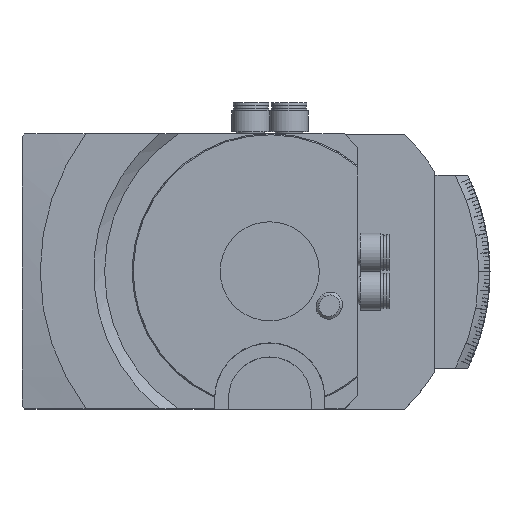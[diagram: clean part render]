
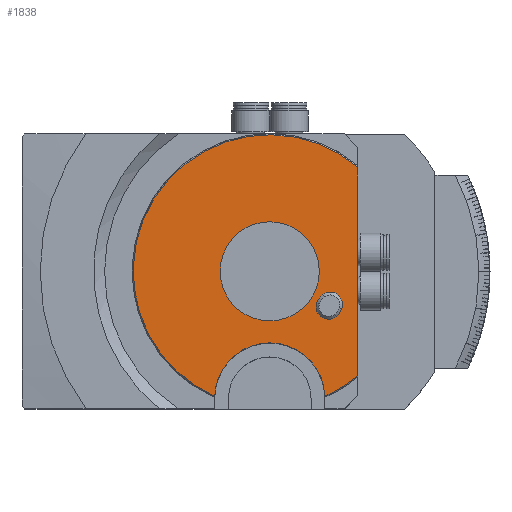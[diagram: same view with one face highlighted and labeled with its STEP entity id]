
A CAD part, top view. The second image highlights one B-rep face of the part: STEP entity #1838.
In plain terms, the highlighted planar face has unit normal (0, 0, 1).
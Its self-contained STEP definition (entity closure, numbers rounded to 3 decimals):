
#217=LINE('',#8327,#621);
#621=VECTOR('',#6715,1.);
#1258=PLANE('',#6075);
#1838=ADVANCED_FACE('',(#2239,#2240,#2241),#1258,.F.);
#2239=FACE_BOUND('',#2400,.T.);
#2240=FACE_BOUND('',#2401,.T.);
#2241=FACE_BOUND('',#2402,.T.);
#2400=EDGE_LOOP('',(#2847,#2848,#2849,#2850));
#2401=EDGE_LOOP('',(#2851,#2852,#2853,#2854));
#2402=EDGE_LOOP('',(#2855));
#2847=ORIENTED_EDGE('',*,*,#4997,.T.);
#2848=ORIENTED_EDGE('',*,*,#4998,.T.);
#2849=ORIENTED_EDGE('',*,*,#4999,.T.);
#2850=ORIENTED_EDGE('',*,*,#5000,.T.);
#2851=ORIENTED_EDGE('',*,*,#5001,.T.);
#2852=ORIENTED_EDGE('',*,*,#5002,.T.);
#2853=ORIENTED_EDGE('',*,*,#5003,.T.);
#2854=ORIENTED_EDGE('',*,*,#5004,.T.);
#2855=ORIENTED_EDGE('',*,*,#5005,.T.);
#4462=VERTEX_POINT('',#8323);
#4463=VERTEX_POINT('',#8324);
#4464=VERTEX_POINT('',#8326);
#4465=VERTEX_POINT('',#8328);
#4466=VERTEX_POINT('',#8331);
#4467=VERTEX_POINT('',#8332);
#4468=VERTEX_POINT('',#8334);
#4469=VERTEX_POINT('',#8336);
#4470=VERTEX_POINT('',#8339);
#4997=EDGE_CURVE('',#4462,#4463,#5808,.T.);
#4998=EDGE_CURVE('',#4463,#4464,#5809,.T.);
#4999=EDGE_CURVE('',#4464,#4465,#217,.T.);
#5000=EDGE_CURVE('',#4465,#4462,#5810,.T.);
#5001=EDGE_CURVE('',#4466,#4467,#5811,.T.);
#5002=EDGE_CURVE('',#4467,#4468,#5812,.T.);
#5003=EDGE_CURVE('',#4468,#4469,#5813,.T.);
#5004=EDGE_CURVE('',#4469,#4466,#5814,.T.);
#5005=EDGE_CURVE('',#4470,#4470,#5815,.T.);
#5808=CIRCLE('',#6067,20.);
#5809=CIRCLE('',#6068,49.6);
#5810=CIRCLE('',#6069,49.6);
#5811=CIRCLE('',#6070,4.531);
#5812=CIRCLE('',#6071,6.1);
#5813=CIRCLE('',#6072,4.531);
#5814=CIRCLE('',#6073,6.1);
#5815=CIRCLE('',#6074,18.);
#6067=AXIS2_PLACEMENT_3D('',#8322,#6711,#6712);
#6068=AXIS2_PLACEMENT_3D('',#8325,#6713,#6714);
#6069=AXIS2_PLACEMENT_3D('',#8329,#6716,#6717);
#6070=AXIS2_PLACEMENT_3D('',#8330,#6718,#6719);
#6071=AXIS2_PLACEMENT_3D('',#8333,#6720,#6721);
#6072=AXIS2_PLACEMENT_3D('',#8335,#6722,#6723);
#6073=AXIS2_PLACEMENT_3D('',#8337,#6724,#6725);
#6074=AXIS2_PLACEMENT_3D('',#8338,#6726,#6727);
#6075=AXIS2_PLACEMENT_3D('',#8340,#6728,#6729);
#6711=DIRECTION('',(0.,0.,-1.));
#6712=DIRECTION('',(0.,-1.,0.));
#6713=DIRECTION('',(0.,0.,1.));
#6714=DIRECTION('',(0.,-1.,0.));
#6715=DIRECTION('',(0.,1.,0.));
#6716=DIRECTION('',(0.,0.,1.));
#6717=DIRECTION('',(0.,-1.,0.));
#6718=DIRECTION('',(0.,0.,-1.));
#6719=DIRECTION('',(0.576,0.817,0.));
#6720=DIRECTION('',(0.,0.,-1.));
#6721=DIRECTION('',(0.576,0.817,0.));
#6722=DIRECTION('',(0.,0.,-1.));
#6723=DIRECTION('',(0.576,0.817,0.));
#6724=DIRECTION('',(0.,0.,-1.));
#6725=DIRECTION('',(0.576,0.817,0.));
#6726=DIRECTION('',(0.,0.,-1.));
#6727=DIRECTION('',(0.,-1.,0.));
#6728=DIRECTION('',(0.,0.,-1.));
#6729=DIRECTION('',(0.,-1.,0.));
#8322=CARTESIAN_POINT('',(0.,-46.,104.));
#8323=CARTESIAN_POINT('',(-19.991,-45.393,104.));
#8324=CARTESIAN_POINT('',(19.991,-45.393,104.));
#8325=CARTESIAN_POINT('',(0.,0.,104.));
#8326=CARTESIAN_POINT('',(32.,-37.897,104.));
#8327=CARTESIAN_POINT('',(32.,0.,104.));
#8328=CARTESIAN_POINT('',(32.,37.897,104.));
#8329=CARTESIAN_POINT('',(0.,0.,104.));
#8330=CARTESIAN_POINT('',(21.386,-12.875,104.));
#8331=CARTESIAN_POINT('',(24.165,-16.454,104.));
#8332=CARTESIAN_POINT('',(17.081,-11.461,104.));
#8333=CARTESIAN_POINT('',(22.876,-13.364,104.));
#8334=CARTESIAN_POINT('',(19.135,-8.546,104.));
#8335=CARTESIAN_POINT('',(21.914,-12.125,104.));
#8336=CARTESIAN_POINT('',(26.219,-13.539,104.));
#8337=CARTESIAN_POINT('',(20.424,-11.636,104.));
#8338=CARTESIAN_POINT('',(0.,0.,104.));
#8339=CARTESIAN_POINT('',(0.,-18.,104.));
#8340=CARTESIAN_POINT('',(103.,0.,104.));
